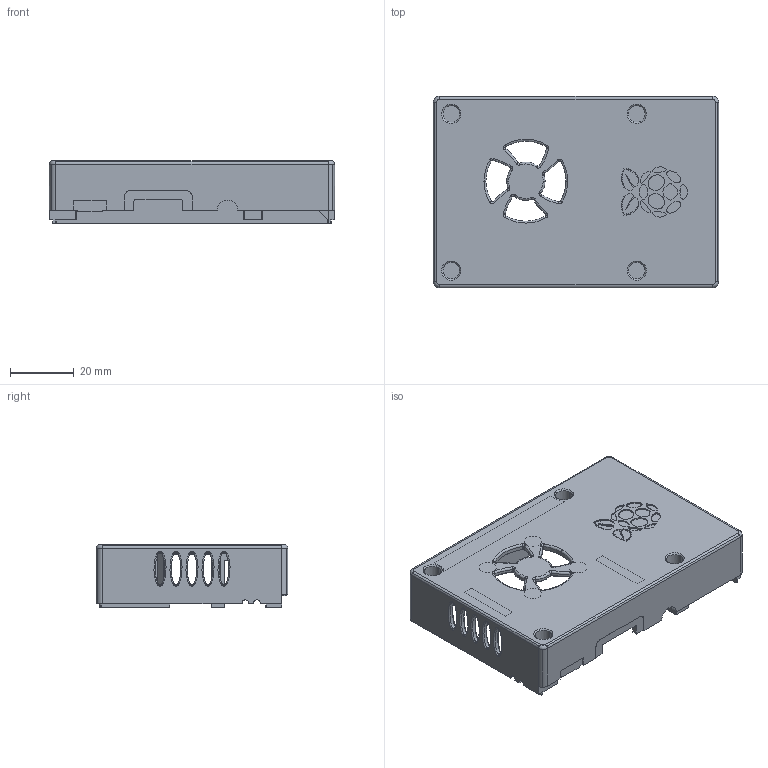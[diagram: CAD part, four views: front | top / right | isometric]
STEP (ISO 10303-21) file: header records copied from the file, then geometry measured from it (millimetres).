
FILE_DESCRIPTION(('STEP AP214'),'1');
FILE_NAME('RPI 3 B+ cover.stp','2018-06-18T08:29:39',(' '),(' '),'Spatial InterOp 3D',' ',' ');
FILE_SCHEMA(('AUTOMOTIVE_DESIGN { 1 0 10303 214 1 1 1 1 }'));
Length unit declared in the file: millimetre
Products named in the file (1): cover
Bounding box: 89.16 x 59.96 x 19.5 mm (x, y, z)
Volume: 18445.4 mm3; surface area: 21173.2 mm2
Topology: 1 solids, 1 shells, 751 faces, 2011 edges, 1286 vertices
Faces by surface type: plane 344, cylinder 225, torus 114, bspline 51, cone 16, sphere 1
Entity records: 50076 total; most frequent: CARTESIAN_POINT 25087, ORIENTED_EDGE 4022, DIRECTION 3978, EDGE_CURVE 2011, AXIS2_PLACEMENT_3D 1402, VERTEX_POINT 1286, LINE 1174, VECTOR 1174
